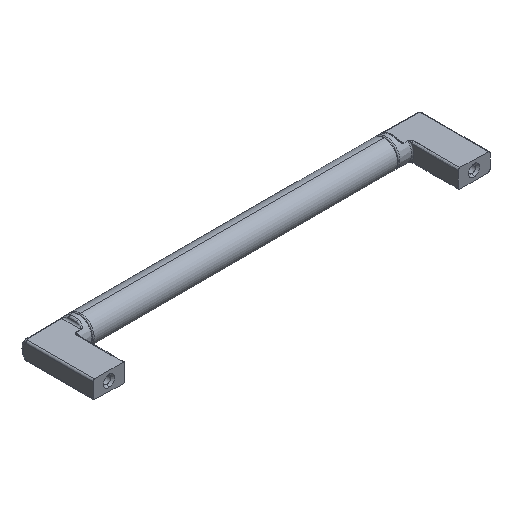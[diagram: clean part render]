
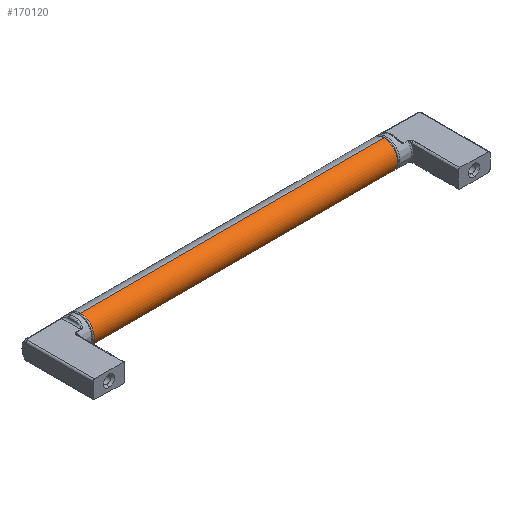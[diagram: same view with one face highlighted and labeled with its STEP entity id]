
A CAD part, isometric view. The second image highlights one B-rep face of the part: STEP entity #170120.
In plain terms, the highlighted cylindrical face has radius 6 mm (diameter 12 mm), a partial arc.
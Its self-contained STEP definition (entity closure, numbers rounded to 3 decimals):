
#169710=CARTESIAN_POINT('',(0.,0.,-147.448));
#169720=DIRECTION('',(0.,0.,1.));
#169730=DIRECTION('',(0.,-1.,0.));
#169740=AXIS2_PLACEMENT_3D('',#169710,#169720,#169730);
#169750=CYLINDRICAL_SURFACE('',#169740,6.);
#169760=CARTESIAN_POINT('',(0.,6.,-147.448));
#169770=DIRECTION('',(0.,0.,1.));
#169780=VECTOR('',#169770,1.);
#169790=LINE('',#169760,#169780);
#169800=CARTESIAN_POINT('',(0.,6.,-133.5));
#169810=VERTEX_POINT('',#169800);
#169820=CARTESIAN_POINT('',(0.,6.,-0.5))
;
#169830=VERTEX_POINT('',#169820);
#169840=EDGE_CURVE('',#169810,#169830,#169790,.T.);
#169850=ORIENTED_EDGE('',*,*,#169840,.F.);
#169860=CARTESIAN_POINT('',(0.,0.,
-0.5));
#169870=DIRECTION('',(0.,0.,1.));
#169880=DIRECTION('',(0.,1.,0.));
#169890=AXIS2_PLACEMENT_3D('',#169860,#169870,#169880);
#169900=CIRCLE('',#169890,6.);
#169910=CARTESIAN_POINT('',(0.,-6.,-0.5)
);
#169920=VERTEX_POINT('',#169910);
#169930=EDGE_CURVE('',#169830,#169920,#169900,.T.);
#169940=ORIENTED_EDGE('',*,*,#169930,.F.);
#169950=CARTESIAN_POINT('',(0.,-6.,-147.448));
#169960=DIRECTION('',(0.,0.,1.));
#169970=VECTOR('',#169960,1.);
#169980=LINE('',#169950,#169970);
#169990=CARTESIAN_POINT('',(0.,-6.,-133.5));
#170000=VERTEX_POINT('',#169990);
#170010=EDGE_CURVE('',#170000,#169920,#169980,.T.);
#170020=ORIENTED_EDGE('',*,*,#170010,.T.);
#170030=CARTESIAN_POINT('',(0.,0.,
-133.5));
#170040=DIRECTION('',(0.,0.,1.));
#170050=DIRECTION('',(0.,1.,0.));
#170060=AXIS2_PLACEMENT_3D('',#170030,#170040,#170050);
#170070=CIRCLE('',#170060,6.);
#170080=EDGE_CURVE('',#169810,#170000,#170070,.T.);
#170090=ORIENTED_EDGE('',*,*,#170080,.T.);
#170100=EDGE_LOOP('',(#170090,#170020,#169940,#169850));
#170110=FACE_OUTER_BOUND('',#170100,.T.);
#170120=ADVANCED_FACE('',(#170110),#169750,.T.);
